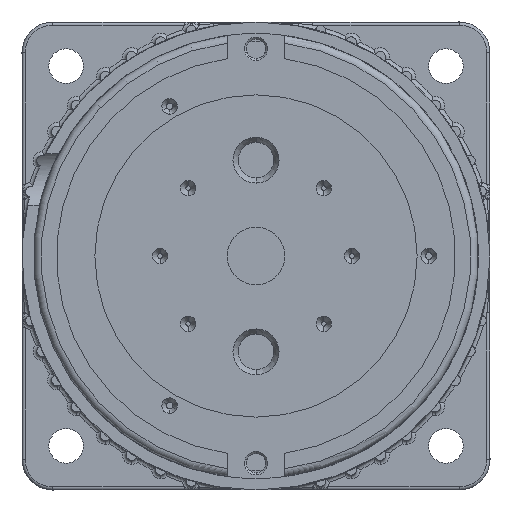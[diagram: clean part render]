
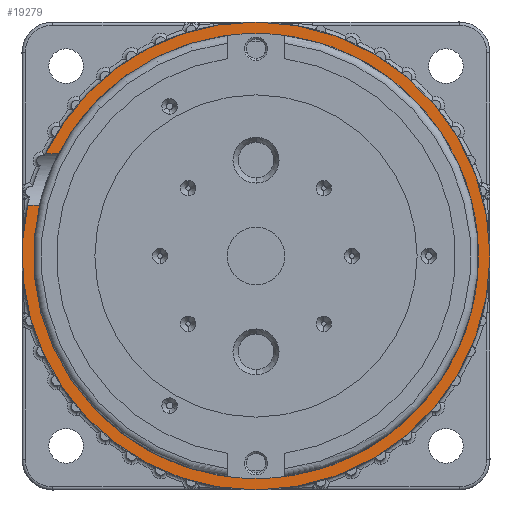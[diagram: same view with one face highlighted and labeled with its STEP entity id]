
A CAD part, front view. The second image highlights one B-rep face of the part: STEP entity #19279.
In plain terms, the highlighted planar face has unit normal (0, -1, 0).
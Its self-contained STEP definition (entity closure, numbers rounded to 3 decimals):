
#60 = EDGE_CURVE ( 'NONE', #15222, #7901, #16588, .T. ) ;
#348 = ORIENTED_EDGE ( 'NONE', *, *, #3202, .F. ) ;
#361 = AXIS2_PLACEMENT_3D ( 'NONE', #7277, #18899, #9011 ) ;
#519 = DIRECTION ( 'NONE',  ( 0., -1., 0. ) ) ;
#765 = EDGE_CURVE ( 'NONE', #16913, #15222, #19081, .T. ) ;
#1009 = VERTEX_POINT ( 'NONE', #17030 ) ;
#1344 = CARTESIAN_POINT ( 'NONE',  ( 0., -61.5, 0. ) ) ;
#1488 = EDGE_CURVE ( 'NONE', #19508, #16913, #14787, .T. ) ;
#1780 = CARTESIAN_POINT ( 'NONE',  ( 0., -61.5, 0. ) ) ;
#2470 = ORIENTED_EDGE ( 'NONE', *, *, #21524, .F. ) ;
#2809 = CARTESIAN_POINT ( 'NONE',  ( -28.228, -61.5, 6.646 ) ) ;
#2827 = EDGE_CURVE ( 'NONE', #1009, #13095, #8286, .T. ) ;
#3118 = DIRECTION ( 'NONE',  ( 0., 0., -1. ) ) ;
#3202 = EDGE_CURVE ( 'NONE', #19508, #4636, #6678, .T. ) ;
#3401 = LINE ( 'NONE', #15154, #3448 ) ;
#3448 = VECTOR ( 'NONE', #16794, 1000. ) ;
#3557 = CARTESIAN_POINT ( 'NONE',  ( 0., -61.5, 30.5 ) ) ;
#3561 = DIRECTION ( 'NONE',  ( 0., 0., -1. ) ) ;
#4253 = VERTEX_POINT ( 'NONE', #8515 ) ;
#4636 = VERTEX_POINT ( 'NONE', #2809 ) ;
#4677 = DIRECTION ( 'NONE',  ( 0., -1., 0. ) ) ;
#4954 = CARTESIAN_POINT ( 'NONE',  ( -27.421, -61.5, 13.354 ) ) ;
#5483 = CARTESIAN_POINT ( 'NONE',  ( -29.767, -61.5, 6.646 ) ) ;
#5590 = ORIENTED_EDGE ( 'NONE', *, *, #1488, .T. ) ;
#5776 = CARTESIAN_POINT ( 'NONE',  ( 0., -61.5, -30.5 ) ) ;
#6527 = CARTESIAN_POINT ( 'NONE',  ( 0., -61.5, 0. ) ) ;
#6599 = AXIS2_PLACEMENT_3D ( 'NONE', #8342, #6696, #18354 ) ;
#6620 = PLANE ( 'NONE',  #6599 ) ;
#6629 = VECTOR ( 'NONE', #11337, 1000. ) ;
#6678 = LINE ( 'NONE', #21133, #6629 ) ;
#6696 = DIRECTION ( 'NONE',  ( 0., -1., 0. ) ) ;
#6765 = ORIENTED_EDGE ( 'NONE', *, *, #2827, .F. ) ;
#6855 = AXIS2_PLACEMENT_3D ( 'NONE', #10898, #519, #12585 ) ;
#7277 = CARTESIAN_POINT ( 'NONE',  ( 0., -61.5, 0. ) ) ;
#7901 = VERTEX_POINT ( 'NONE', #4954 ) ;
#8251 = DIRECTION ( 'NONE',  ( 0., 0., -1. ) ) ;
#8286 = CIRCLE ( 'NONE', #20260, 29. ) ;
#8342 = CARTESIAN_POINT ( 'NONE',  ( 0., -61.5, 0. ) ) ;
#8515 = CARTESIAN_POINT ( 'NONE',  ( -25.742, -61.5, 13.354 ) ) ;
#9011 = DIRECTION ( 'NONE',  ( 0., 0., -1. ) ) ;
#9045 = AXIS2_PLACEMENT_3D ( 'NONE', #14838, #4677, #16463 ) ;
#9438 = CIRCLE ( 'NONE', #20716, 29. ) ;
#10898 = CARTESIAN_POINT ( 'NONE',  ( 0., -61.5, 0. ) ) ;
#11337 = DIRECTION ( 'NONE',  ( 1., 0., 0. ) ) ;
#12585 = DIRECTION ( 'NONE',  ( 0., 0., -1. ) ) ;
#12630 = ORIENTED_EDGE ( 'NONE', *, *, #12829, .F. ) ;
#12829 = EDGE_CURVE ( 'NONE', #4253, #7901, #3401, .T. ) ;
#13095 = VERTEX_POINT ( 'NONE', #21127 ) ;
#13381 = DIRECTION ( 'NONE',  ( 0., -1., 0. ) ) ;
#13796 = DIRECTION ( 'NONE',  ( 0., -1., 0. ) ) ;
#14556 = EDGE_LOOP ( 'NONE', ( #348, #5590, #16681, #15004, #12630, #2470, #6765, #19466 ) ) ;
#14787 = CIRCLE ( 'NONE', #9045, 30.5 ) ;
#14838 = CARTESIAN_POINT ( 'NONE',  ( 0., -61.5, 0. ) ) ;
#14902 = AXIS2_PLACEMENT_3D ( 'NONE', #6527, #18195, #8251 ) ;
#15004 = ORIENTED_EDGE ( 'NONE', *, *, #60, .T. ) ;
#15091 = CIRCLE ( 'NONE', #361, 29. ) ;
#15154 = CARTESIAN_POINT ( 'NONE',  ( -30.5, -61.5, 13.354 ) ) ;
#15222 = VERTEX_POINT ( 'NONE', #3557 ) ;
#15285 = EDGE_CURVE ( 'NONE', #4636, #1009, #15091, .T. ) ;
#16321 = FACE_OUTER_BOUND ( 'NONE', #14556, .T. ) ;
#16463 = DIRECTION ( 'NONE',  ( 0., 0., -1. ) ) ;
#16588 = CIRCLE ( 'NONE', #14902, 30.5 ) ;
#16681 = ORIENTED_EDGE ( 'NONE', *, *, #765, .T. ) ;
#16794 = DIRECTION ( 'NONE',  ( -1., 0., 0. ) ) ;
#16913 = VERTEX_POINT ( 'NONE', #5776 ) ;
#17030 = CARTESIAN_POINT ( 'NONE',  ( 0., -61.5, -29. ) ) ;
#18195 = DIRECTION ( 'NONE',  ( 0., -1., 0. ) ) ;
#18354 = DIRECTION ( 'NONE',  ( 0., 0., -1. ) ) ;
#18899 = DIRECTION ( 'NONE',  ( 0., -1., 0. ) ) ;
#19081 = CIRCLE ( 'NONE', #6855, 30.5 ) ;
#19279 = ADVANCED_FACE ( 'NONE', ( #16321 ), #6620, .T. ) ;
#19466 = ORIENTED_EDGE ( 'NONE', *, *, #15285, .F. ) ;
#19508 = VERTEX_POINT ( 'NONE', #5483 ) ;
#20260 = AXIS2_PLACEMENT_3D ( 'NONE', #1344, #13381, #3118 ) ;
#20716 = AXIS2_PLACEMENT_3D ( 'NONE', #1780, #13796, #3561 ) ;
#21127 = CARTESIAN_POINT ( 'NONE',  ( 0., -61.5, 29. ) ) ;
#21133 = CARTESIAN_POINT ( 'NONE',  ( -30.5, -61.5, 6.646 ) ) ;
#21524 = EDGE_CURVE ( 'NONE', #13095, #4253, #9438, .T. ) ;
